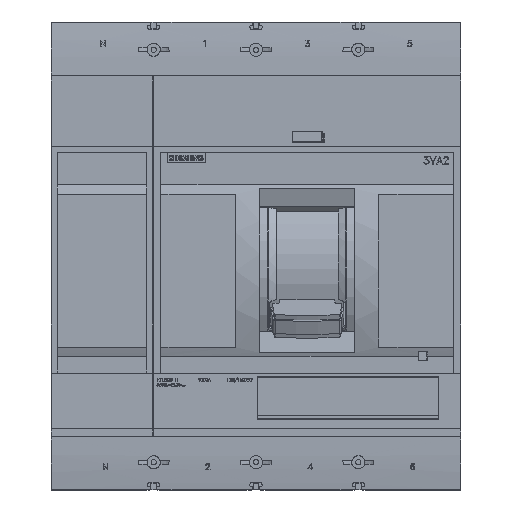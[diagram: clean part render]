
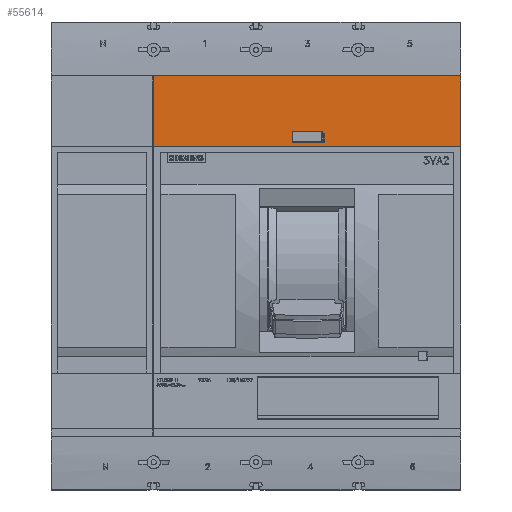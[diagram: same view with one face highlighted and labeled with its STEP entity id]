
A CAD part, front view. The second image highlights one B-rep face of the part: STEP entity #55614.
In plain terms, the highlighted planar face has unit normal (0, -1, 0).
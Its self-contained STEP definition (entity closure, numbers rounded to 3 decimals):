
#21812=VERTEX_POINT('',#65020);
#22484=VERTEX_POINT('',#65749);
#23168=EDGE_CURVE('',#44078,#38044,#66484,.T.);
#27128=EDGE_CURVE('',#33828,#22484,#70793,.T.);
#28548=EDGE_CURVE('',#40698,#21812,#72319,.T.);
#30940=EDGE_CURVE('',#63008,#33828,#74919,.T.);
#33828=VERTEX_POINT('',#78091);
#34718=EDGE_CURVE('',#38044,#57268,#79065,.T.);
#38044=VERTEX_POINT('',#82679);
#38762=VERTEX_POINT('',#83458);
#39428=VERTEX_POINT('',#84174);
#40698=VERTEX_POINT('',#85574);
#44078=VERTEX_POINT('',#89279);
#48010=EDGE_CURVE('',#38762,#44078,#93579,.T.);
#48768=EDGE_CURVE('',#22484,#39428,#94404,.T.);
#55614=ADVANCED_FACE('',(#101943,#101944),#101945,.T.);
#57268=VERTEX_POINT('',#103791);
#60036=EDGE_CURVE('',#57268,#40698,#106805,.T.);
#61310=EDGE_CURVE('',#63008,#39428,#108208,.T.);
#61832=EDGE_CURVE('',#38762,#21812,#108781,.T.);
#63008=VERTEX_POINT('',#110084);
#65020=CARTESIAN_POINT('',(11.771,-117.0,93.7));
#65749=CARTESIAN_POINT('',(-105.0,-117.0,133.1));
#66484=LINE('',#114578,#114579);
#70793=LINE('',#120926,#120927);
#72319=LINE('',#123187,#123188);
#74919=LINE('',#127009,#127010);
#78091=CARTESIAN_POINT('',(105.0,-117.0,133.1));
#79065=LINE('',#133151,#133152);
#82679=CARTESIAN_POINT('',(-10.315,-117.0,95.23));
#83458=CARTESIAN_POINT('',(11.771,-117.0,87.7));
#84174=CARTESIAN_POINT('',(-105.0,-117.0,84.9));
#85574=CARTESIAN_POINT('',(10.315,-117.0,93.7));
#89279=CARTESIAN_POINT('',(-10.315,-117.0,87.7));
#93579=LINE('',#154274,#154275);
#94404=LINE('',#155545,#155546);
#101943=FACE_BOUND('',#166479,.T.);
#101944=FACE_OUTER_BOUND('',#166480,.T.);
#101945=PLANE('',#166481);
#103791=CARTESIAN_POINT('',(10.315,-117.0,95.23));
#106805=LINE('',#173465,#173466);
#108208=LINE('',#175472,#175473);
#108781=LINE('',#176288,#176289);
#110084=CARTESIAN_POINT('',(105.0,-117.0,84.9));
#114578=CARTESIAN_POINT('',(-10.315,-117.0,59.6));
#114579=VECTOR('',#182698,1.0);
#120926=CARTESIAN_POINT('',(0.0,-117.0,133.1));
#120927=VECTOR('',#187034,1.0);
#123187=CARTESIAN_POINT('',(4.188,-117.0,93.7));
#123188=VECTOR('',#188437,1.0);
#127009=CARTESIAN_POINT('',(105.0,-117.0,31.5));
#127010=VECTOR('',#191130,1.0);
#133151=CARTESIAN_POINT('',(-5.158,-117.0,95.23));
#133152=VECTOR('',#195529,1.0);
#154274=CARTESIAN_POINT('',(4.188,-117.0,87.7));
#154275=VECTOR('',#210658,1.0);
#155545=CARTESIAN_POINT('',(-105.0,-117.0,31.5));
#155546=VECTOR('',#211557,1.0);
#166479=EDGE_LOOP('',(#219770,#219771,#219772,#219773,#219774,#219775));
#166480=EDGE_LOOP('',(#219776,#219777,#219778,#219779));
#166481=AXIS2_PLACEMENT_3D('',#219780,#219781,#219782);
#173465=CARTESIAN_POINT('',(10.315,-117.0,63.365));
#173466=VECTOR('',#225068,1.0);
#175472=CARTESIAN_POINT('',(0.0,-117.0,84.9));
#175473=VECTOR('',#226643,1.0);
#176288=CARTESIAN_POINT('',(11.771,-117.0,90.7));
#176289=VECTOR('',#227283,1.0);
#182698=DIRECTION('',(0.0,0.0,1.0));
#187034=DIRECTION('',(-1.0,0.0,0.0));
#188437=DIRECTION('',(1.0,0.0,0.0));
#191130=DIRECTION('',(0.0,0.0,1.0));
#195529=DIRECTION('',(1.0,0.0,-0.0));
#210658=DIRECTION('',(-1.0,-0.0,-0.0));
#211557=DIRECTION('',(0.0,0.0,-1.0));
#219770=ORIENTED_EDGE('',*,*,#23168,.T.);
#219771=ORIENTED_EDGE('',*,*,#34718,.T.);
#219772=ORIENTED_EDGE('',*,*,#60036,.T.);
#219773=ORIENTED_EDGE('',*,*,#28548,.T.);
#219774=ORIENTED_EDGE('',*,*,#61832,.F.);
#219775=ORIENTED_EDGE('',*,*,#48010,.T.);
#219776=ORIENTED_EDGE('',*,*,#61310,.F.);
#219777=ORIENTED_EDGE('',*,*,#30940,.T.);
#219778=ORIENTED_EDGE('',*,*,#27128,.T.);
#219779=ORIENTED_EDGE('',*,*,#48768,.T.);
#219780=CARTESIAN_POINT('',(0.0,-117.0,31.5));
#219781=DIRECTION('',(0.0,-1.0,0.0));
#219782=DIRECTION('',(1.0,0.0,0.0));
#225068=DIRECTION('',(0.0,0.0,-1.0));
#226643=DIRECTION('',(-1.0,-0.0,-0.0));
#227283=DIRECTION('',(0.0,-0.0,1.0));
